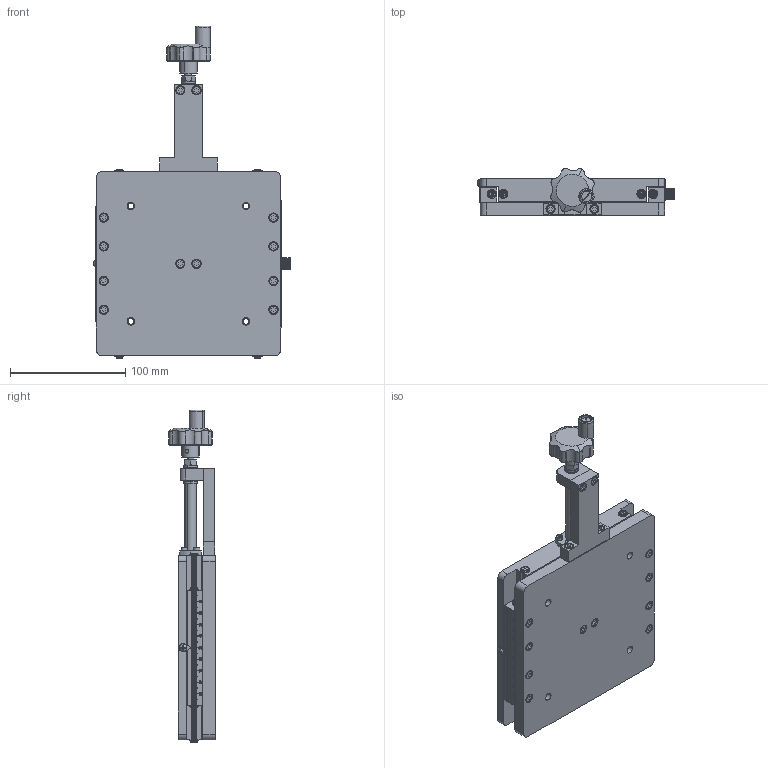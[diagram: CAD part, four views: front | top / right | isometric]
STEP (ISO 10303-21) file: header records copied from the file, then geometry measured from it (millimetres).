
FILE_DESCRIPTION (( 'STEP AP214' ), '1' );
FILE_NAME ('06LTS-1M.STEP', '2018-07-19T06:33:13', ( '' ), ( '' ), 'SwSTEP 2.0', 'SolidWorks 2016', '' );
FILE_SCHEMA (( 'AUTOMOTIVE_DESIGN' ));
Length unit declared in the file: millimetre
Products named in the file (1): 06LTS-1M
Bounding box: 171.04 x 40.41 x 288.15 mm (x, y, z)
Surface area: 143820.9 mm2 (no closed solid volume)
Topology: 0 solids, 93 shells, 953 faces, 4583 edges, 3614 vertices
Faces by surface type: cylinder 414, plane 383, cone 112, torus 22, sphere 16, bspline 6
Entity records: 63387 total; most frequent: CARTESIAN_POINT 18348, DIRECTION 6557, ORIENTED_EDGE 6426, EDGE_CURVE 4548, VERTEX_POINT 3593, VECTOR 2475, LINE 2475, AXIS2_PLACEMENT_3D 2041
